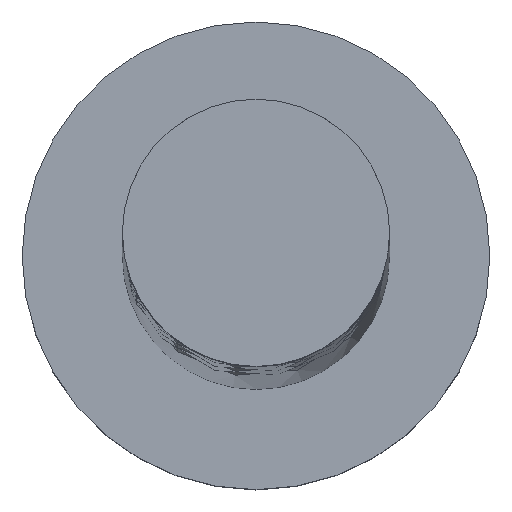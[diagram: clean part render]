
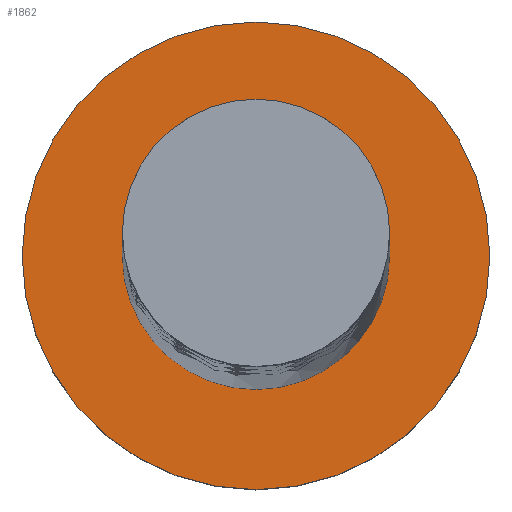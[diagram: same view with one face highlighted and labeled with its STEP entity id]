
A CAD part, top view. The second image highlights one B-rep face of the part: STEP entity #1862.
In plain terms, the highlighted planar face has unit normal (0, 0, 1).
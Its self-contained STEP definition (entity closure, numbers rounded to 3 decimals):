
#24 = PLANE ( 'NONE',  #1699 ) ;
#42 = AXIS2_PLACEMENT_3D ( 'NONE', #221, #840, #1628 ) ;
#177 = ORIENTED_EDGE ( 'NONE', *, *, #1024, .T. ) ;
#201 = CARTESIAN_POINT ( 'NONE',  ( 4., 0., 5. ) ) ;
#221 = CARTESIAN_POINT ( 'NONE',  ( 0., 0., 5. ) ) ;
#237 = CARTESIAN_POINT ( 'NONE',  ( 0., 0., 5. ) ) ;
#305 = CARTESIAN_POINT ( 'NONE',  ( 0., 0., 5. ) ) ;
#355 = DIRECTION ( 'NONE',  ( 1., 0., 0. ) ) ;
#476 = FACE_BOUND ( 'NONE', #820, .T. ) ;
#495 = AXIS2_PLACEMENT_3D ( 'NONE', #237, #1480, #707 ) ;
#527 = CIRCLE ( 'NONE', #823, 4. ) ;
#538 = DIRECTION ( 'NONE',  ( 0., 0., 1. ) ) ;
#551 = CARTESIAN_POINT ( 'NONE',  ( -4., 0., 5. ) ) ;
#586 = ORIENTED_EDGE ( 'NONE', *, *, #1374, .F. ) ;
#616 = DIRECTION ( 'NONE',  ( 1., 0., 0. ) ) ;
#707 = DIRECTION ( 'NONE',  ( 1., 0., 0. ) ) ;
#807 = FACE_OUTER_BOUND ( 'NONE', #1493, .T. ) ;
#820 = EDGE_LOOP ( 'NONE', ( #586, #1004 ) ) ;
#823 = AXIS2_PLACEMENT_3D ( 'NONE', #1460, #538, #355 ) ;
#840 = DIRECTION ( 'NONE',  ( 0., 0., 1. ) ) ;
#887 = CIRCLE ( 'NONE', #42, 7. ) ;
#946 = CARTESIAN_POINT ( 'NONE',  ( 7., 0., 5. ) ) ;
#1004 = ORIENTED_EDGE ( 'NONE', *, *, #1758, .F. ) ;
#1024 = EDGE_CURVE ( 'NONE', #1438, #1927, #887, .T. ) ;
#1053 = CIRCLE ( 'NONE', #1116, 4. ) ;
#1070 = VERTEX_POINT ( 'NONE', #551 ) ;
#1116 = AXIS2_PLACEMENT_3D ( 'NONE', #1121, #1865, #616 ) ;
#1121 = CARTESIAN_POINT ( 'NONE',  ( 0., 0., 5. ) ) ;
#1362 = EDGE_CURVE ( 'NONE', #1927, #1438, #1413, .T. ) ;
#1374 = EDGE_CURVE ( 'NONE', #1070, #1677, #527, .T. ) ;
#1399 = ORIENTED_EDGE ( 'NONE', *, *, #1362, .T. ) ;
#1413 = CIRCLE ( 'NONE', #495, 7. ) ;
#1428 = DIRECTION ( 'NONE',  ( 1., 0., 0. ) ) ;
#1438 = VERTEX_POINT ( 'NONE', #1544 ) ;
#1460 = CARTESIAN_POINT ( 'NONE',  ( 0., 0., 5. ) ) ;
#1480 = DIRECTION ( 'NONE',  ( 0., 0., 1. ) ) ;
#1493 = EDGE_LOOP ( 'NONE', ( #177, #1399 ) ) ;
#1544 = CARTESIAN_POINT ( 'NONE',  ( -7., 0., 5. ) ) ;
#1628 = DIRECTION ( 'NONE',  ( 1., 0., 0. ) ) ;
#1677 = VERTEX_POINT ( 'NONE', #201 ) ;
#1699 = AXIS2_PLACEMENT_3D ( 'NONE', #305, #1881, #1428 ) ;
#1758 = EDGE_CURVE ( 'NONE', #1677, #1070, #1053, .T. ) ;
#1862 = ADVANCED_FACE ( 'NONE', ( #476, #807 ), #24, .T. ) ;
#1865 = DIRECTION ( 'NONE',  ( 0., 0., 1. ) ) ;
#1881 = DIRECTION ( 'NONE',  ( 0., 0., 1. ) ) ;
#1927 = VERTEX_POINT ( 'NONE', #946 ) ;
